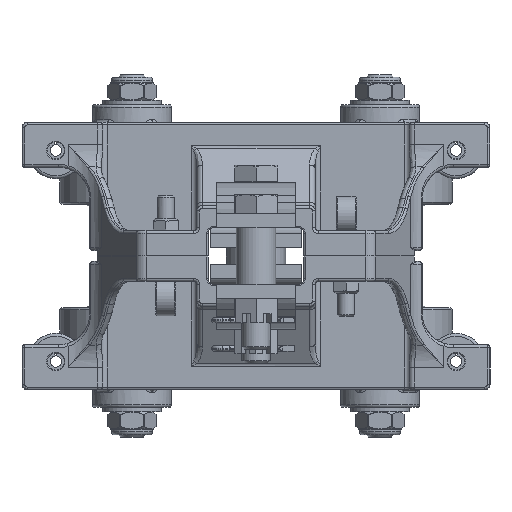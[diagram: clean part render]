
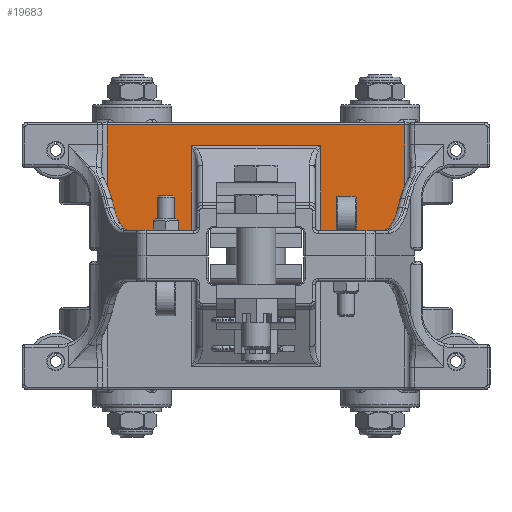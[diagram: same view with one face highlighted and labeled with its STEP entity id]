
A CAD part, front view. The second image highlights one B-rep face of the part: STEP entity #19683.
In plain terms, the highlighted planar face has unit normal (0, -1, 0).
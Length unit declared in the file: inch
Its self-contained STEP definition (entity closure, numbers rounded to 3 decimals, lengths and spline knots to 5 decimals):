
#19442=CARTESIAN_POINT('',(1.89051,2.47,2.90625));
#19443=VERTEX_POINT('',#19442);
#19468=CARTESIAN_POINT('',(8.48449,2.47,2.90625));
#19469=VERTEX_POINT('',#19468);
#19479=CARTESIAN_POINT('',(1.89051,2.47,2.90625));
#19480=DIRECTION('',(1.0,0.0,0.0));
#19481=VECTOR('',#19480,6.59398);
#19482=LINE('',#19479,#19481);
#19483=EDGE_CURVE('',#19443,#19469,#19482,.T.);
#19581=CARTESIAN_POINT('',(8.48449,2.47,0.5));
#19582=VERTEX_POINT('',#19581);
#19583=CARTESIAN_POINT('',(8.48449,2.47,2.90625));
#19584=DIRECTION('',(0.0,0.0,-1.0));
#19585=VECTOR('',#19584,2.40625);
#19586=LINE('',#19583,#19585);
#19587=EDGE_CURVE('',#19469,#19582,#19586,.T.);
#19628=CARTESIAN_POINT('',(10.375,2.47,2.41589));
#19629=DIRECTION('',(0.0,1.0,0.0));
#19630=DIRECTION('',(0.0,0.0,1.0));
#19631=AXIS2_PLACEMENT_3D('',#19628,#19629,#19630);
#19632=PLANE('',#19631);
#19633=ORIENTED_EDGE('',*,*,#19483,.F.);
#19634=CARTESIAN_POINT('',(1.89051,2.47,0.5));
#19635=VERTEX_POINT('',#19634);
#19636=CARTESIAN_POINT('',(1.89051,2.47,0.5));
#19637=DIRECTION('',(0.0,0.0,1.0));
#19638=VECTOR('',#19637,2.40625);
#19639=LINE('',#19636,#19638);
#19640=EDGE_CURVE('',#19635,#19443,#19639,.T.);
#19641=ORIENTED_EDGE('',*,*,#19640,.F.);
#19642=CARTESIAN_POINT('',(3.75,2.47,0.5));
#19643=VERTEX_POINT('',#19642);
#19644=CARTESIAN_POINT('',(3.75,2.47,0.5));
#19645=DIRECTION('',(-1.0,0.0,0.0));
#19646=VECTOR('',#19645,1.85949);
#19647=LINE('',#19644,#19646);
#19648=EDGE_CURVE('',#19643,#19635,#19647,.T.);
#19649=ORIENTED_EDGE('',*,*,#19648,.F.);
#19650=CARTESIAN_POINT('',(3.75,2.47,2.44938));
#19651=VERTEX_POINT('',#19650);
#19652=CARTESIAN_POINT('',(3.75,2.47,2.44938));
#19653=DIRECTION('',(0.0,0.0,-1.0));
#19654=VECTOR('',#19653,1.94938);
#19655=LINE('',#19652,#19654);
#19656=EDGE_CURVE('',#19651,#19643,#19655,.T.);
#19657=ORIENTED_EDGE('',*,*,#19656,.F.);
#19658=CARTESIAN_POINT('',(6.625,2.47,2.44938));
#19659=VERTEX_POINT('',#19658);
#19660=CARTESIAN_POINT('',(6.625,2.47,2.44938));
#19661=DIRECTION('',(-1.0,0.0,0.0));
#19662=VECTOR('',#19661,2.875);
#19663=LINE('',#19660,#19662);
#19664=EDGE_CURVE('',#19659,#19651,#19663,.T.);
#19665=ORIENTED_EDGE('',*,*,#19664,.F.);
#19666=CARTESIAN_POINT('',(6.625,2.47,0.5));
#19667=VERTEX_POINT('',#19666);
#19668=CARTESIAN_POINT('',(6.625,2.47,0.5));
#19669=DIRECTION('',(0.0,0.0,1.0));
#19670=VECTOR('',#19669,1.94938);
#19671=LINE('',#19668,#19670);
#19672=EDGE_CURVE('',#19667,#19659,#19671,.T.);
#19673=ORIENTED_EDGE('',*,*,#19672,.F.);
#19674=CARTESIAN_POINT('',(8.48449,2.47,0.5));
#19675=DIRECTION('',(-1.0,0.0,0.0));
#19676=VECTOR('',#19675,1.85949);
#19677=LINE('',#19674,#19676);
#19678=EDGE_CURVE('',#19582,#19667,#19677,.T.);
#19679=ORIENTED_EDGE('',*,*,#19678,.F.);
#19680=ORIENTED_EDGE('',*,*,#19587,.F.);
#19681=EDGE_LOOP('',(#19633,#19641,#19649,#19657,#19665,#19673,#19679,#19680));
#19682=FACE_OUTER_BOUND('',#19681,.T.);
#19683=ADVANCED_FACE('',(#19682),#19632,.F.);
